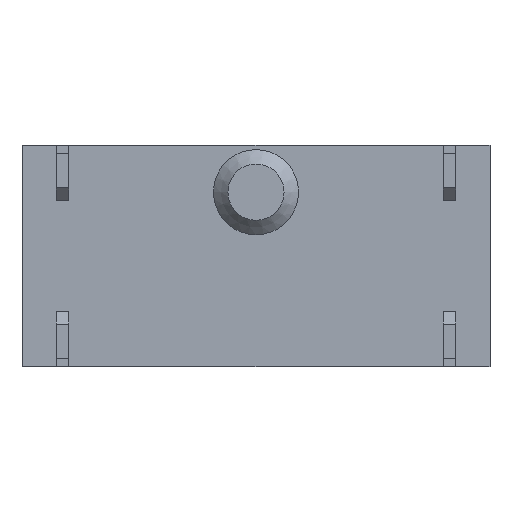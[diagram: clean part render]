
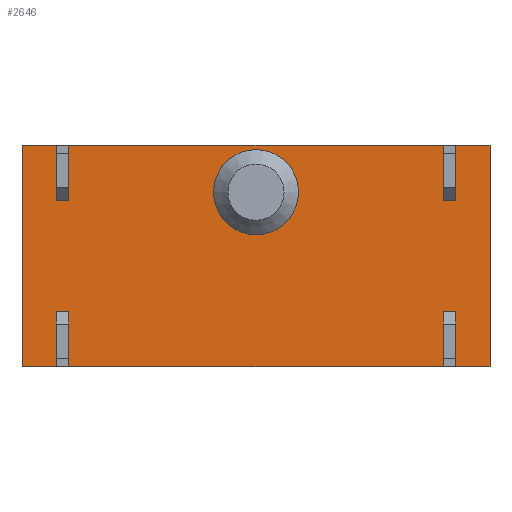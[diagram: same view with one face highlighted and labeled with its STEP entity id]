
A CAD part, front view. The second image highlights one B-rep face of the part: STEP entity #2646.
In plain terms, the highlighted planar face has unit normal (0, -1, 0).
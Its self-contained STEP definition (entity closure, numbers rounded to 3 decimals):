
#775=CARTESIAN_POINT('',(2.35,-1.45,-1.3));
#776=VERTEX_POINT('',#775);
#783=CARTESIAN_POINT('',(2.35,-1.45,-1.2));
#784=VERTEX_POINT('',#783);
#785=CARTESIAN_POINT('',(2.35,-1.45,-1.3));
#786=DIRECTION('',(0.,-0.,1.));
#787=VECTOR('',#786,0.1);
#788=LINE('',#785,#787);
#789=EDGE_CURVE('NONE',#776,#784,#788,.T.);
#862=CARTESIAN_POINT('',(2.35,-1.45,1.2));
#863=VERTEX_POINT('',#862);
#870=CARTESIAN_POINT('',(2.35,-1.45,1.3));
#871=VERTEX_POINT('',#870);
#872=CARTESIAN_POINT('',(2.35,-1.45,1.3));
#873=DIRECTION('',(0.,0.,-1.));
#874=VECTOR('',#873,0.1);
#875=LINE('',#872,#874);
#876=EDGE_CURVE('NONE',#871,#863,#875,.T.);
#999=CARTESIAN_POINT('',(-2.75,-1.45,1.3));
#1000=VERTEX_POINT('',#999);
#1007=CARTESIAN_POINT('',(-2.35,-1.45,1.3));
#1008=VERTEX_POINT('',#1007);
#1009=CARTESIAN_POINT('',(-2.35,-1.45,1.3));
#1010=DIRECTION('',(-1.,0.,0.));
#1011=VECTOR('',#1010,0.4);
#1012=LINE('',#1009,#1011);
#1013=EDGE_CURVE('NONE',#1008,#1000,#1012,.T.);
#1031=CARTESIAN_POINT('',(-2.2,-1.45,1.3));
#1032=VERTEX_POINT('',#1031);
#1039=CARTESIAN_POINT('',(2.2,-1.45,1.3));
#1040=VERTEX_POINT('',#1039);
#1041=CARTESIAN_POINT('',(2.2,-1.45,1.3));
#1042=DIRECTION('',(-1.,0.,0.));
#1043=VECTOR('',#1042,4.4);
#1044=LINE('',#1041,#1043);
#1045=EDGE_CURVE('',#1040,#1032,#1044,.T.);
#1055=CARTESIAN_POINT('',(2.75,-1.45,1.3));
#1056=VERTEX_POINT('',#1055);
#1057=CARTESIAN_POINT('',(2.75,-1.45,1.3));
#1058=DIRECTION('',(-1.,0.,0.));
#1059=VECTOR('',#1058,0.4);
#1060=LINE('',#1057,#1059);
#1061=EDGE_CURVE('NONE',#1056,#871,#1060,.T.);
#1090=CARTESIAN_POINT('',(2.75,-1.45,-1.3));
#1091=VERTEX_POINT('',#1090);
#1092=CARTESIAN_POINT('',(2.75,-1.45,1.3));
#1093=DIRECTION('',(0.,0.,-1.));
#1094=VECTOR('',#1093,2.6);
#1095=LINE('',#1092,#1094);
#1096=EDGE_CURVE('NONE',#1056,#1091,#1095,.T.);
#1131=CARTESIAN_POINT('',(2.75,-1.45,-1.3));
#1132=DIRECTION('',(-1.,0.,0.));
#1133=VECTOR('',#1132,0.4);
#1134=LINE('',#1131,#1133);
#1135=EDGE_CURVE('NONE',#1091,#776,#1134,.T.);
#1139=CARTESIAN_POINT('',(2.2,-1.45,-1.3));
#1140=VERTEX_POINT('',#1139);
#1147=CARTESIAN_POINT('',(-2.2,-1.45,-1.3));
#1148=VERTEX_POINT('',#1147);
#1149=CARTESIAN_POINT('',(2.2,-1.45,-1.3));
#1150=DIRECTION('',(-1.,0.,0.));
#1151=VECTOR('',#1150,4.4);
#1152=LINE('',#1149,#1151);
#1153=EDGE_CURVE('NONE',#1140,#1148,#1152,.T.);
#1171=CARTESIAN_POINT('',(-2.35,-1.45,-1.3));
#1172=VERTEX_POINT('',#1171);
#1179=CARTESIAN_POINT('',(-2.75,-1.45,-1.3));
#1180=VERTEX_POINT('',#1179);
#1181=CARTESIAN_POINT('',(-2.35,-1.45,-1.3));
#1182=DIRECTION('',(-1.,0.,0.));
#1183=VECTOR('',#1182,0.4);
#1184=LINE('',#1181,#1183);
#1185=EDGE_CURVE('NONE',#1172,#1180,#1184,.T.);
#1282=CARTESIAN_POINT('',(2.2,-1.45,1.2));
#1283=VERTEX_POINT('',#1282);
#1284=CARTESIAN_POINT('',(2.2,-1.45,1.2));
#1285=DIRECTION('',(0.,-0.,1.));
#1286=VECTOR('',#1285,0.1);
#1287=LINE('',#1284,#1286);
#1288=EDGE_CURVE('',#1283,#1040,#1287,.T.);
#1347=CARTESIAN_POINT('',(2.2,-1.45,-1.2));
#1348=VERTEX_POINT('',#1347);
#1355=CARTESIAN_POINT('',(2.2,-1.45,-1.2));
#1356=DIRECTION('',(0.,0.,-1.));
#1357=VECTOR('',#1356,0.1);
#1358=LINE('',#1355,#1357);
#1359=EDGE_CURVE('',#1348,#1140,#1358,.T.);
#2022=CARTESIAN_POINT('',(-2.2,-1.45,-1.2));
#2023=VERTEX_POINT('',#2022);
#2024=CARTESIAN_POINT('',(-2.2,-1.45,-0.8));
#2025=VERTEX_POINT('',#2024);
#2026=CARTESIAN_POINT('',(-2.2,-1.45,-1.2));
#2027=DIRECTION('',(0.,-0.,1.));
#2028=VECTOR('',#2027,0.4);
#2029=LINE('',#2026,#2028);
#2030=EDGE_CURVE('',#2023,#2025,#2029,.T.);
#2059=CARTESIAN_POINT('',(-2.35,-1.45,-0.8));
#2060=VERTEX_POINT('',#2059);
#2061=CARTESIAN_POINT('',(-2.35,-1.45,-0.8));
#2062=DIRECTION('',(1.,0.,-0.));
#2063=VECTOR('',#2062,0.15);
#2064=LINE('',#2061,#2063);
#2065=EDGE_CURVE('NONE',#2060,#2025,#2064,.T.);
#2084=CARTESIAN_POINT('',(-2.35,-1.45,-1.2));
#2085=VERTEX_POINT('',#2084);
#2086=CARTESIAN_POINT('',(-2.35,-1.45,-0.8));
#2087=DIRECTION('',(0.,0.,-1.));
#2088=VECTOR('',#2087,0.4);
#2089=LINE('',#2086,#2088);
#2090=EDGE_CURVE('NONE',#2060,#2085,#2089,.T.);
#2112=CARTESIAN_POINT('',(-2.35,-1.45,1.2));
#2113=VERTEX_POINT('',#2112);
#2120=CARTESIAN_POINT('',(-2.35,-1.45,0.8));
#2121=VERTEX_POINT('',#2120);
#2122=CARTESIAN_POINT('',(-2.35,-1.45,0.8));
#2123=DIRECTION('',(0.,-0.,1.));
#2124=VECTOR('',#2123,0.4);
#2125=LINE('',#2122,#2124);
#2126=EDGE_CURVE('NONE',#2121,#2113,#2125,.T.);
#2149=CARTESIAN_POINT('',(-2.2,-1.45,0.8));
#2150=VERTEX_POINT('',#2149);
#2151=CARTESIAN_POINT('',(-2.2,-1.45,0.8));
#2152=DIRECTION('',(-1.,0.,0.));
#2153=VECTOR('',#2152,0.15);
#2154=LINE('',#2151,#2153);
#2155=EDGE_CURVE('NONE',#2150,#2121,#2154,.T.);
#2173=CARTESIAN_POINT('',(-2.2,-1.45,1.2));
#2174=VERTEX_POINT('',#2173);
#2175=CARTESIAN_POINT('',(-2.2,-1.45,1.2));
#2176=DIRECTION('',(0.,0.,-1.));
#2177=VECTOR('',#2176,0.4);
#2178=LINE('',#2175,#2177);
#2179=EDGE_CURVE('',#2174,#2150,#2178,.T.);
#2202=CARTESIAN_POINT('',(2.2,-1.45,0.8));
#2203=VERTEX_POINT('',#2202);
#2210=CARTESIAN_POINT('',(2.35,-1.45,0.8));
#2211=VERTEX_POINT('',#2210);
#2212=CARTESIAN_POINT('',(2.35,-1.45,0.8));
#2213=DIRECTION('',(-1.,0.,0.));
#2214=VECTOR('',#2213,0.15);
#2215=LINE('',#2212,#2214);
#2216=EDGE_CURVE('NONE',#2211,#2203,#2215,.T.);
#2240=CARTESIAN_POINT('',(2.35,-1.45,-0.8));
#2241=VERTEX_POINT('',#2240);
#2242=CARTESIAN_POINT('',(2.35,-1.45,-1.2));
#2243=DIRECTION('',(0.,-0.,1.));
#2244=VECTOR('',#2243,0.4);
#2245=LINE('',#2242,#2244);
#2246=EDGE_CURVE('',#784,#2241,#2245,.T.);
#2269=CARTESIAN_POINT('',(2.2,-1.45,-0.8));
#2270=VERTEX_POINT('',#2269);
#2271=CARTESIAN_POINT('',(2.2,-1.45,-0.8));
#2272=DIRECTION('',(1.,0.,-0.));
#2273=VECTOR('',#2272,0.15);
#2274=LINE('',#2271,#2273);
#2275=EDGE_CURVE('NONE',#2270,#2241,#2274,.T.);
#2293=CARTESIAN_POINT('',(2.2,-1.45,-0.8));
#2294=DIRECTION('',(0.,0.,-1.));
#2295=VECTOR('',#2294,0.4);
#2296=LINE('',#2293,#2295);
#2297=EDGE_CURVE('NONE',#2270,#1348,#2296,.T.);
#2321=CARTESIAN_POINT('',(2.35,-1.45,1.2));
#2322=DIRECTION('',(0.,0.,-1.));
#2323=VECTOR('',#2322,0.4);
#2324=LINE('',#2321,#2323);
#2325=EDGE_CURVE('',#863,#2211,#2324,.T.);
#2379=CARTESIAN_POINT('',(2.2,-1.45,0.8));
#2380=DIRECTION('',(0.,-0.,1.));
#2381=VECTOR('',#2380,0.4);
#2382=LINE('',#2379,#2381);
#2383=EDGE_CURVE('NONE',#2203,#1283,#2382,.T.);
#2566=CARTESIAN_POINT('',(2.75,-1.45,-1.3));
#2567=DIRECTION('',(0.,1.,0.));
#2568=DIRECTION('',(0.,-0.,1.));
#2569=AXIS2_PLACEMENT_3D('',#2566,#2567,#2568);
#2570=PLANE('',#2569);
#2571=CARTESIAN_POINT('',(-0.5,-1.45,0.75));
#2572=VERTEX_POINT('',#2571);
#2573=CARTESIAN_POINT('',(-0.,-1.45,1.25));
#2574=VERTEX_POINT('',#2573);
#2575=CARTESIAN_POINT('',(-0.,-1.45,0.75));
#2576=DIRECTION('',(-0.,-1.,-0.));
#2577=DIRECTION('',(0.,-0.,1.));
#2578=AXIS2_PLACEMENT_3D('',#2575,#2576,#2577);
#2579=CIRCLE('',#2578,0.5);
#2580=EDGE_CURVE('',#2572,#2574,#2579,.T.);
#2581=ORIENTED_EDGE('',*,*,#2580,.F.);
#2582=CARTESIAN_POINT('',(-0.,-1.45,0.75));
#2583=DIRECTION('',(-0.,-1.,-0.));
#2584=DIRECTION('',(0.,-0.,1.));
#2585=AXIS2_PLACEMENT_3D('',#2582,#2583,#2584);
#2586=CIRCLE('',#2585,0.5);
#2587=EDGE_CURVE('',#2574,#2572,#2586,.T.);
#2588=ORIENTED_EDGE('',*,*,#2587,.F.);
#2589=EDGE_LOOP('',(#2581,#2588));
#2590=FACE_BOUND('',#2589,.T.);
#2591=CARTESIAN_POINT('',(-2.2,-1.45,-1.3));
#2592=DIRECTION('',(0.,-0.,1.));
#2593=VECTOR('',#2592,0.1);
#2594=LINE('',#2591,#2593);
#2595=EDGE_CURVE('NONE',#1148,#2023,#2594,.T.);
#2596=ORIENTED_EDGE('',*,*,#2595,.F.);
#2597=ORIENTED_EDGE('',*,*,#1153,.F.);
#2598=ORIENTED_EDGE('',*,*,#1359,.F.);
#2599=ORIENTED_EDGE('',*,*,#2297,.F.);
#2600=ORIENTED_EDGE('',*,*,#2275,.T.);
#2601=ORIENTED_EDGE('',*,*,#2246,.F.);
#2602=ORIENTED_EDGE('',*,*,#789,.F.);
#2603=ORIENTED_EDGE('',*,*,#1135,.F.);
#2604=ORIENTED_EDGE('',*,*,#1096,.F.);
#2605=ORIENTED_EDGE('',*,*,#1061,.T.);
#2606=ORIENTED_EDGE('',*,*,#876,.T.);
#2607=ORIENTED_EDGE('',*,*,#2325,.T.);
#2608=ORIENTED_EDGE('',*,*,#2216,.T.);
#2609=ORIENTED_EDGE('',*,*,#2383,.T.);
#2610=ORIENTED_EDGE('',*,*,#1288,.T.);
#2611=ORIENTED_EDGE('',*,*,#1045,.T.);
#2612=CARTESIAN_POINT('',(-2.2,-1.45,1.3));
#2613=DIRECTION('',(0.,0.,-1.));
#2614=VECTOR('',#2613,0.1);
#2615=LINE('',#2612,#2614);
#2616=EDGE_CURVE('NONE',#1032,#2174,#2615,.T.);
#2617=ORIENTED_EDGE('',*,*,#2616,.T.);
#2618=ORIENTED_EDGE('',*,*,#2179,.T.);
#2619=ORIENTED_EDGE('',*,*,#2155,.T.);
#2620=ORIENTED_EDGE('',*,*,#2126,.T.);
#2621=CARTESIAN_POINT('',(-2.35,-1.45,1.2));
#2622=DIRECTION('',(0.,-0.,1.));
#2623=VECTOR('',#2622,0.1);
#2624=LINE('',#2621,#2623);
#2625=EDGE_CURVE('',#2113,#1008,#2624,.T.);
#2626=ORIENTED_EDGE('',*,*,#2625,.T.);
#2627=ORIENTED_EDGE('',*,*,#1013,.T.);
#2628=CARTESIAN_POINT('',(-2.75,-1.45,1.3));
#2629=DIRECTION('',(0.,0.,-1.));
#2630=VECTOR('',#2629,2.6);
#2631=LINE('',#2628,#2630);
#2632=EDGE_CURVE('NONE',#1000,#1180,#2631,.T.);
#2633=ORIENTED_EDGE('',*,*,#2632,.T.);
#2634=ORIENTED_EDGE('',*,*,#1185,.F.);
#2635=CARTESIAN_POINT('',(-2.35,-1.45,-1.2));
#2636=DIRECTION('',(0.,0.,-1.));
#2637=VECTOR('',#2636,0.1);
#2638=LINE('',#2635,#2637);
#2639=EDGE_CURVE('',#2085,#1172,#2638,.T.);
#2640=ORIENTED_EDGE('',*,*,#2639,.F.);
#2641=ORIENTED_EDGE('',*,*,#2090,.F.);
#2642=ORIENTED_EDGE('',*,*,#2065,.T.);
#2643=ORIENTED_EDGE('',*,*,#2030,.F.);
#2644=EDGE_LOOP('',(#2596,#2597,#2598,#2599,#2600,#2601,#2602,#2603,#2604,#2605,#2606,#2607,#2608,#2609,#2610,#2611,#2617,#2618,#2619,#2620,#2626,#2627,#2633,#2634,#2640,#2641,
#2642,#2643));
#2645=FACE_BOUND('',#2644,.T.);
#2646=ADVANCED_FACE('',(#2590,#2645),#2570,.F.);
